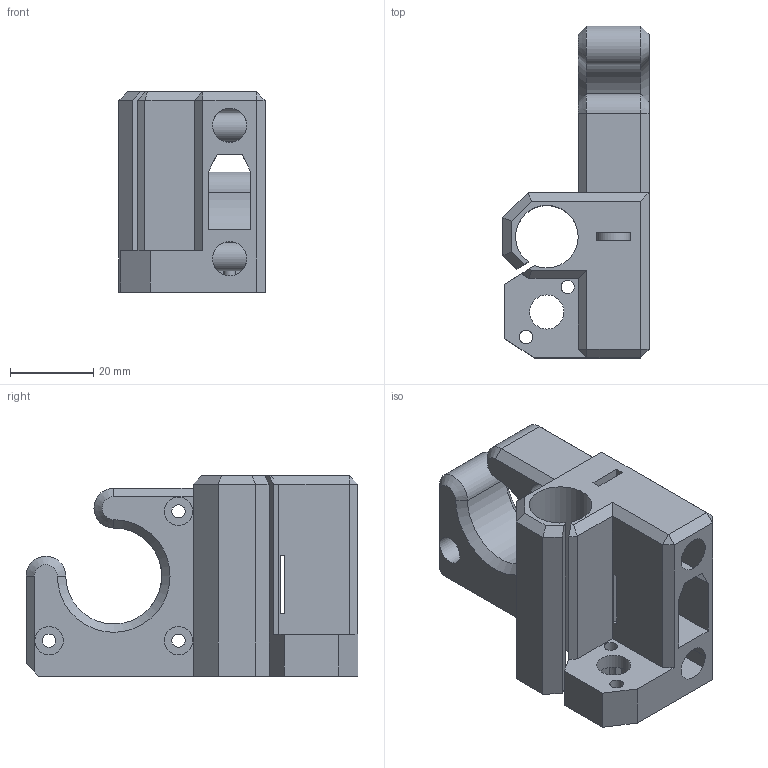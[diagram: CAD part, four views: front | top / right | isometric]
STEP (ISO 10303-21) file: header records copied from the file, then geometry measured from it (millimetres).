
FILE_DESCRIPTION(('FreeCAD Model'),'2;1');
FILE_NAME('Open CASCADE Shape Model','2022-02-23T20:16:35',('Author'),( ''),'Open CASCADE STEP processor 7.5','FreeCAD','Unknown');
FILE_SCHEMA(('AUTOMOTIVE_DESIGN { 1 0 10303 214 1 1 1 1 }'));
Length unit declared in the file: millimetre
Products named in the file (1): NEW.x.compact.motor.holder
Bounding box: 35.02 x 79.5 x 48 mm (x, y, z)
Surface area: 19325.3 mm2 (no closed solid volume)
Topology: 0 solids, 1 shells, 106 faces, 287 edges, 182 vertices
Faces by surface type: plane 81, cylinder 19, cone 6
Full cylindrical faces by diameter (mm): 2.8 x2, 3.2 x5, 6.8 x3, 8.2 x3
Entity records: 7004 total; most frequent: CARTESIAN_POINT 1482, DIRECTION 962, LINE 628, VECTOR 628, ORIENTED_EDGE 568, PCURVE 568, DEFINITIONAL_REPRESENTATION 568, EDGE_CURVE 284
